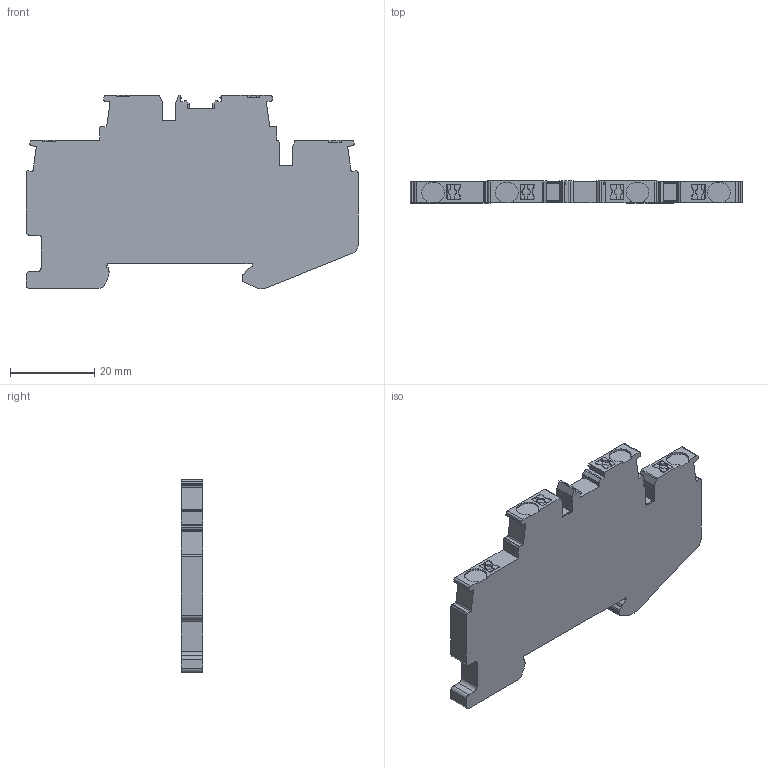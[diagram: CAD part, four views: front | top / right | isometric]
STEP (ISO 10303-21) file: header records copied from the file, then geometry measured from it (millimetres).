
FILE_DESCRIPTION( ( 'Unknown' ), '1' );
FILE_NAME( '零件9.stp', 'Unknown', ( 'Unknown' ), ( 'Unknown' ), 'XStep 1.0', 'Unknown', ' ' );
FILE_SCHEMA( ( 'automotive_design' ) );
Length unit declared in the file: millimetre
Products named in the file (1): DSTTB2.5-PE-P04
Bounding box: 78.8 x 5.15 x 45.85 mm (x, y, z)
Volume: 14246.2 mm3; surface area: 7169.7 mm2
Topology: 1 solids, 1 shells, 325 faces, 933 edges, 622 vertices
Faces by surface type: plane 186, cylinder 139
Entity records: 13303 total; most frequent: CARTESIAN_POINT 1881, ORIENTED_EDGE 1866, DIRECTION 1865, EDGE_CURVE 933, LINE 653, VECTOR 653, VERTEX_POINT 622, AXIS2_PLACEMENT_3D 606
